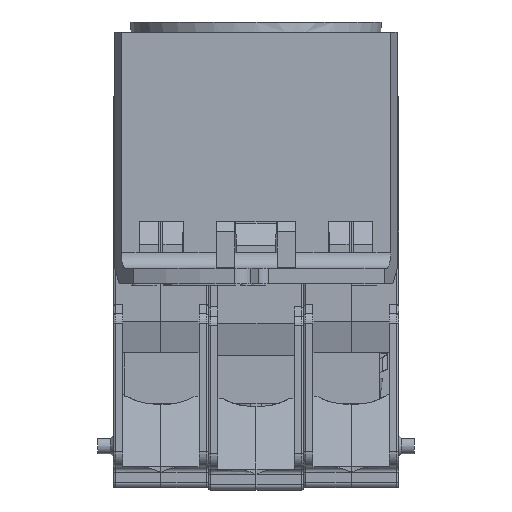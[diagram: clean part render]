
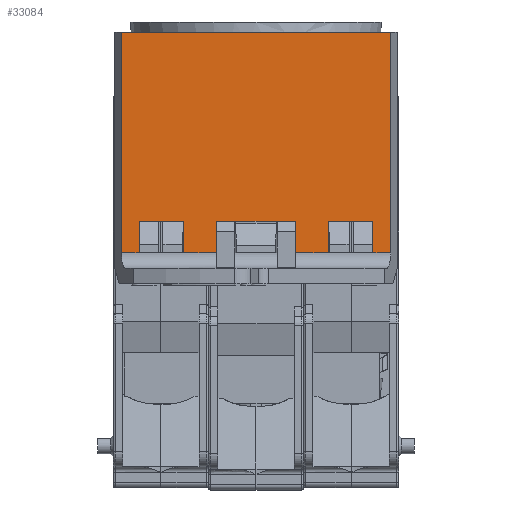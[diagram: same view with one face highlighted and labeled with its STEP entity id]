
A CAD part, left-side view. The second image highlights one B-rep face of the part: STEP entity #33084.
In plain terms, the highlighted planar face has unit normal (-1, 0, 0).
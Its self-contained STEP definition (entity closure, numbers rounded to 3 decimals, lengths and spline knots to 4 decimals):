
#2804=FACE_OUTER_BOUND($,#4633,.T.);
#4633=EDGE_LOOP($,(#27161,#27162,#27163,#27164,#27165,#27166,#27167,#27168,
#27169,#27170,#27171,#27172,#27173,#27174,#27175,#27176,#27177,#27178));
#7596=LINE($,#51591,#11406);
#8045=LINE($,#52863,#11855);
#8055=LINE($,#52880,#11865);
#8061=LINE($,#52892,#11871);
#8071=LINE($,#52910,#11881);
#8087=LINE($,#52942,#11897);
#8088=LINE($,#52944,#11898);
#8089=LINE($,#52946,#11899);
#8090=LINE($,#52948,#11900);
#8091=LINE($,#52950,#11901);
#8092=LINE($,#52951,#11902);
#8093=LINE($,#52952,#11903);
#8094=LINE($,#52954,#11904);
#8095=LINE($,#52956,#11905);
#8096=LINE($,#52957,#11906);
#8097=LINE($,#52959,#11907);
#8098=LINE($,#52961,#11908);
#8099=LINE($,#52962,#11909);
#11406=VECTOR($,#41433,0.3);
#11855=VECTOR($,#42492,0.425);
#11865=VECTOR($,#42508,0.405);
#11871=VECTOR($,#42518,0.425);
#11881=VECTOR($,#42534,0.3);
#11897=VECTOR($,#42566,0.3);
#11898=VECTOR($,#42567,0.1695);
#11899=VECTOR($,#42568,2.105);
#11900=VECTOR($,#42569,2.5741);
#11901=VECTOR($,#42570,2.105);
#11902=VECTOR($,#42571,0.1695);
#11903=VECTOR($,#42572,0.3);
#11904=VECTOR($,#42573,0.315);
#11905=VECTOR($,#42574,0.3);
#11906=VECTOR($,#42575,0.175);
#11907=VECTOR($,#42576,0.175);
#11908=VECTOR($,#42577,0.3);
#11909=VECTOR($,#42578,0.315);
#14472=VERTEX_POINT($,#50111);
#14473=VERTEX_POINT($,#50113);
#14911=VERTEX_POINT($,#51588);
#14912=VERTEX_POINT($,#51590);
#15111=VERTEX_POINT($,#52473);
#15243=VERTEX_POINT($,#52861);
#15244=VERTEX_POINT($,#52862);
#15248=VERTEX_POINT($,#52879);
#15252=VERTEX_POINT($,#52891);
#15254=VERTEX_POINT($,#52897);
#15266=VERTEX_POINT($,#52943);
#15267=VERTEX_POINT($,#52945);
#15268=VERTEX_POINT($,#52947);
#15269=VERTEX_POINT($,#52949);
#15270=VERTEX_POINT($,#52953);
#15271=VERTEX_POINT($,#52955);
#15272=VERTEX_POINT($,#52958);
#15273=VERTEX_POINT($,#52960);
#18882=EDGE_CURVE($,#14912,#14911,#7596,.T.);
#19433=EDGE_CURVE($,#15243,#15244,#8045,.T.);
#19443=EDGE_CURVE($,#15248,#15111,#8055,.T.);
#19449=EDGE_CURVE($,#14911,#15252,#8061,.T.);
#19459=EDGE_CURVE($,#15244,#14473,#8071,.T.);
#19476=EDGE_CURVE($,#14472,#15243,#8087,.T.);
#19477=EDGE_CURVE($,#15266,#14473,#8088,.T.);
#19478=EDGE_CURVE($,#15266,#15267,#8089,.T.);
#19479=EDGE_CURVE($,#15267,#15268,#8090,.T.);
#19480=EDGE_CURVE($,#15268,#15269,#8091,.T.);
#19481=EDGE_CURVE($,#14912,#15269,#8092,.T.);
#19482=EDGE_CURVE($,#15252,#15254,#8093,.T.);
#19483=EDGE_CURVE($,#15270,#15254,#8094,.T.);
#19484=EDGE_CURVE($,#15270,#15271,#8095,.T.);
#19485=EDGE_CURVE($,#15271,#15248,#8096,.T.);
#19486=EDGE_CURVE($,#15111,#15272,#8097,.T.);
#19487=EDGE_CURVE($,#15272,#15273,#8098,.T.);
#19488=EDGE_CURVE($,#14472,#15273,#8099,.T.);
#27161=ORIENTED_EDGE($,*,*,#19476,.T.);
#27162=ORIENTED_EDGE($,*,*,#19433,.T.);
#27163=ORIENTED_EDGE($,*,*,#19459,.T.);
#27164=ORIENTED_EDGE($,*,*,#19477,.F.);
#27165=ORIENTED_EDGE($,*,*,#19478,.T.);
#27166=ORIENTED_EDGE($,*,*,#19479,.T.);
#27167=ORIENTED_EDGE($,*,*,#19480,.T.);
#27168=ORIENTED_EDGE($,*,*,#19481,.F.);
#27169=ORIENTED_EDGE($,*,*,#18882,.T.);
#27170=ORIENTED_EDGE($,*,*,#19449,.T.);
#27171=ORIENTED_EDGE($,*,*,#19482,.T.);
#27172=ORIENTED_EDGE($,*,*,#19483,.F.);
#27173=ORIENTED_EDGE($,*,*,#19484,.T.);
#27174=ORIENTED_EDGE($,*,*,#19485,.T.);
#27175=ORIENTED_EDGE($,*,*,#19443,.T.);
#27176=ORIENTED_EDGE($,*,*,#19486,.T.);
#27177=ORIENTED_EDGE($,*,*,#19487,.T.);
#27178=ORIENTED_EDGE($,*,*,#19488,.F.);
#31545=PLANE($,#35443);
#33084=ADVANCED_FACE($,(#2804),#31545,.T.);
#35443=AXIS2_PLACEMENT_3D($,#52941,#42564,#42565);
#41433=DIRECTION($,(0.,0.,1.));
#42492=DIRECTION($,(0.,-1.,0.));
#42508=DIRECTION($,(0.,-1.,0.));
#42518=DIRECTION($,(0.,-1.,0.));
#42534=DIRECTION($,(0.,0.,-1.));
#42564=DIRECTION('center_axis',(-1.,0.,0.));
#42565=DIRECTION('ref_axis',(0.,-1.,0.));
#42566=DIRECTION($,(0.,0.,1.));
#42567=DIRECTION($,(0.,1.,0.));
#42568=DIRECTION($,(0.,0.,1.));
#42569=DIRECTION($,(0.,1.,0.));
#42570=DIRECTION($,(0.,0.,-1.));
#42571=DIRECTION($,(0.,1.,0.));
#42572=DIRECTION($,(0.,0.,-1.));
#42573=DIRECTION($,(0.,1.,0.));
#42574=DIRECTION($,(0.,0.,1.));
#42575=DIRECTION($,(0.,-1.,0.));
#42576=DIRECTION($,(0.,-1.,0.));
#42577=DIRECTION($,(0.,0.,-1.));
#42578=DIRECTION($,(0.,1.,0.));
#50111=CARTESIAN_POINT('',(8.6382,-0.6854,-0.5567));
#50113=CARTESIAN_POINT('',(8.6382,-1.1104,-0.5567));
#51588=CARTESIAN_POINT('',(8.6382,1.1246,-0.2567));
#51590=CARTESIAN_POINT('',(8.6382,1.1246,-0.5567));
#51591=CARTESIAN_POINT($,(8.6382,1.1246,0.4958));
#52473=CARTESIAN_POINT('',(8.6382,-0.1954,-0.2567));
#52861=CARTESIAN_POINT('',(8.6382,-0.6854,-0.2567));
#52862=CARTESIAN_POINT('',(8.6382,-1.1104,-0.2567));
#52863=CARTESIAN_POINT($,(8.6382,-0.3392,-0.2567));
#52879=CARTESIAN_POINT('',(8.6382,0.2096,-0.2567));
#52880=CARTESIAN_POINT($,(8.6382,0.1083,-0.2567));
#52891=CARTESIAN_POINT('',(8.6382,0.6996,-0.2567));
#52892=CARTESIAN_POINT($,(8.6382,0.5658,-0.2567));
#52897=CARTESIAN_POINT('',(8.6382,0.6996,-0.5567));
#52910=CARTESIAN_POINT($,(8.6382,-1.1104,0.6458));
#52941=CARTESIAN_POINT('Origin',(8.6382,0.0071,1.5483));
#52942=CARTESIAN_POINT($,(8.6382,-0.6854,0.4958));
#52943=CARTESIAN_POINT('',(8.6382,-1.28,-0.5567));
#52944=CARTESIAN_POINT($,(8.6382,0.0071,-0.5567));
#52945=CARTESIAN_POINT('',(8.6382,-1.28,1.5483));
#52946=CARTESIAN_POINT($,(8.6382,-1.28,1.5483));
#52947=CARTESIAN_POINT('',(8.6382,1.2941,1.5483));
#52948=CARTESIAN_POINT($,(8.6382,0.0071,1.5483));
#52949=CARTESIAN_POINT('',(8.6382,1.2941,-0.5567));
#52950=CARTESIAN_POINT($,(8.6382,1.2941,1.5483));
#52951=CARTESIAN_POINT($,(8.6382,0.0071,-0.5567));
#52952=CARTESIAN_POINT($,(8.6382,0.6996,0.6458));
#52953=CARTESIAN_POINT('',(8.6382,0.3846,-0.5567));
#52954=CARTESIAN_POINT($,(8.6382,0.0071,-0.5567));
#52955=CARTESIAN_POINT('',(8.6382,0.3846,-0.2567));
#52956=CARTESIAN_POINT($,(8.6382,0.3846,0.5348));
#52957=CARTESIAN_POINT($,(8.6382,0.1083,-0.2567));
#52958=CARTESIAN_POINT('',(8.6382,-0.3704,-0.2567));
#52959=CARTESIAN_POINT($,(8.6382,-0.0942,-0.2567));
#52960=CARTESIAN_POINT('',(8.6382,-0.3704,-0.5567));
#52961=CARTESIAN_POINT($,(8.6382,-0.3704,0.5281));
#52962=CARTESIAN_POINT($,(8.6382,0.0071,-0.5567));
